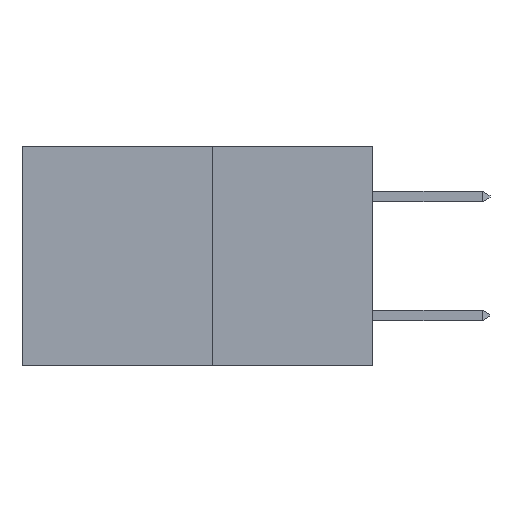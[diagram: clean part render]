
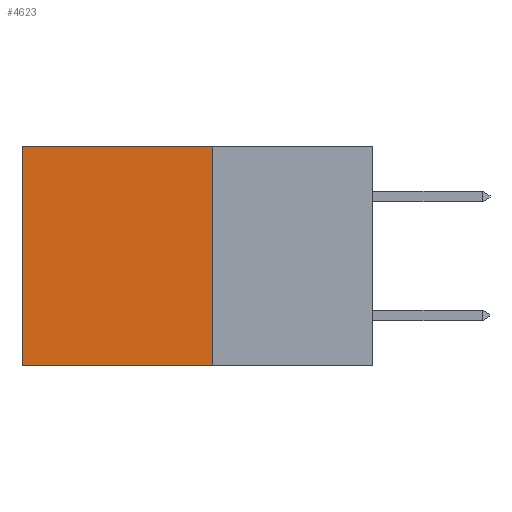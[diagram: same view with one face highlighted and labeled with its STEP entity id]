
A CAD part, left-side view. The second image highlights one B-rep face of the part: STEP entity #4623.
In plain terms, the highlighted planar face has unit normal (-1, 0, 0).
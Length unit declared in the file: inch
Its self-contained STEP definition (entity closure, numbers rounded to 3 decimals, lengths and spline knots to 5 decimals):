
#476 = EDGE_LOOP ( 'NONE', ( #2158, #7095, #3185, #1843 ) ) ;
#682 = EDGE_CURVE ( 'NONE', #1072, #5279, #8591, .T. ) ;
#897 = LINE ( 'NONE', #5316, #4557 ) ;
#1048 = CARTESIAN_POINT ( 'NONE',  ( 0.277, 0.27, 0. ) ) ;
#1072 = VERTEX_POINT ( 'NONE', #1048 ) ;
#1656 = DIRECTION ( 'NONE',  ( 1., 0., 0. ) ) ;
#1704 = VERTEX_POINT ( 'NONE', #6881 ) ;
#1843 = ORIENTED_EDGE ( 'NONE', *, *, #5832, .T. ) ;
#2014 = EDGE_CURVE ( 'NONE', #5279, #5542, #6740, .T. ) ;
#2158 = ORIENTED_EDGE ( 'NONE', *, *, #8973, .T. ) ;
#2430 = LINE ( 'NONE', #8990, #4361 ) ;
#3144 = DIRECTION ( 'NONE',  ( 0., 1., 0. ) ) ;
#3185 = ORIENTED_EDGE ( 'NONE', *, *, #682, .F. ) ;
#3659 = DIRECTION ( 'NONE',  ( 0., 0., -1. ) ) ;
#4257 = DIRECTION ( 'NONE',  ( 0., 1., 0. ) ) ;
#4361 = VECTOR ( 'NONE', #4887, 39.37008 ) ;
#4536 = PLANE ( 'NONE',  #7751 ) ;
#4557 = VECTOR ( 'NONE', #3144, 39.37008 ) ;
#4594 = CARTESIAN_POINT ( 'NONE',  ( 0.277, 0.27, -0.37 ) ) ;
#4623 = ADVANCED_FACE ( 'NONE', ( #5122 ), #4536, .F. ) ;
#4843 = VECTOR ( 'NONE', #4257, 39.37008 ) ;
#4855 = CARTESIAN_POINT ( 'NONE',  ( 0.277, 0.27, -0.37 ) ) ;
#4887 = DIRECTION ( 'NONE',  ( 0., 0., -1. ) ) ;
#4926 = VECTOR ( 'NONE', #3659, 39.37008 ) ;
#5122 = FACE_OUTER_BOUND ( 'NONE', #476, .T. ) ;
#5279 = VERTEX_POINT ( 'NONE', #4594 ) ;
#5316 = CARTESIAN_POINT ( 'NONE',  ( 0.277, 0.27, 0. ) ) ;
#5542 = VERTEX_POINT ( 'NONE', #6367 ) ;
#5832 = EDGE_CURVE ( 'NONE', #1072, #1704, #897, .T. ) ;
#5948 = CARTESIAN_POINT ( 'NONE',  ( 0.277, 0.27, -0.37 ) ) ;
#6367 = CARTESIAN_POINT ( 'NONE',  ( 0.277, 0.59, -0.37 ) ) ;
#6677 = DIRECTION ( 'NONE',  ( 0., 0., -1. ) ) ;
#6740 = LINE ( 'NONE', #4855, #4843 ) ;
#6881 = CARTESIAN_POINT ( 'NONE',  ( 0.277, 0.59, 0. ) ) ;
#7095 = ORIENTED_EDGE ( 'NONE', *, *, #2014, .F. ) ;
#7751 = AXIS2_PLACEMENT_3D ( 'NONE', #5948, #1656, #6677 ) ;
#8020 = CARTESIAN_POINT ( 'NONE',  ( 0.277, 0.27, -0.37 ) ) ;
#8591 = LINE ( 'NONE', #8020, #4926 ) ;
#8973 = EDGE_CURVE ( 'NONE', #1704, #5542, #2430, .T. ) ;
#8990 = CARTESIAN_POINT ( 'NONE',  ( 0.277, 0.59, -0.37 ) ) ;
